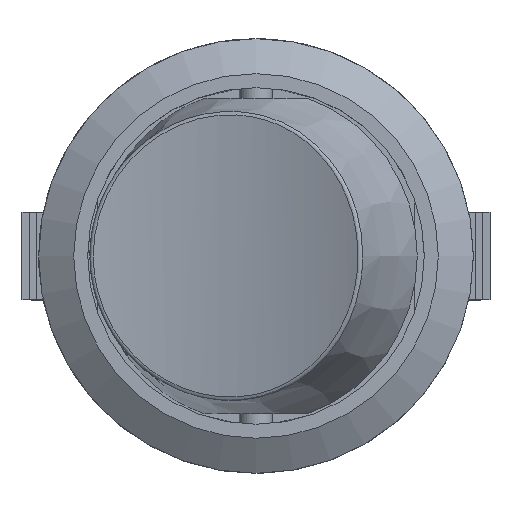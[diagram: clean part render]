
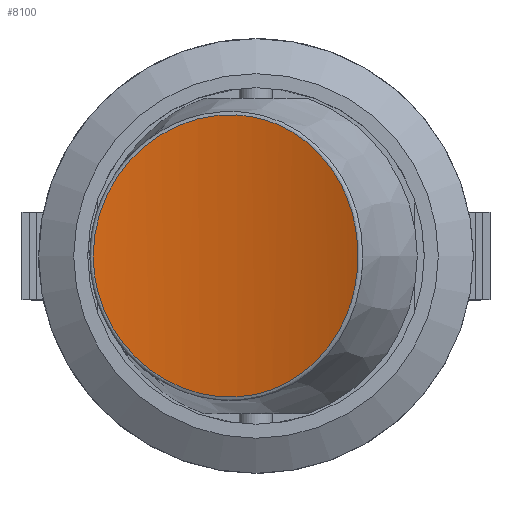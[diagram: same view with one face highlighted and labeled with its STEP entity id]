
A CAD part, top view. The second image highlights one B-rep face of the part: STEP entity #8100.
In plain terms, the highlighted cylindrical face has radius 32.5 mm (diameter 65 mm), a partial arc.
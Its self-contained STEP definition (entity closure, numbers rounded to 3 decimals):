
#153=CYLINDRICAL_SURFACE('',#8580,32.5);
#175=B_SPLINE_CURVE_WITH_KNOTS('',3,(#10967,#10968,#10969,#10970,#10971,
#10972,#10973,#10974,#10975,#10976,#10977,#10978,#10979,#10980,#10981,#10982),
 .UNSPECIFIED.,.T.,.F.,(4,1,1,1,1,1,1,1,1,1,1,1,1,4),(-7.473,
-7.117,-6.762,-6.406,-6.139,
-6.05,-5.338,-4.864,-4.626,
-3.915,-3.559,-3.203,-2.847,
-2.491),.UNSPECIFIED.);
#386=FACE_OUTER_BOUND('',#832,.T.);
#832=EDGE_LOOP('',(#5376));
#3317=VERTEX_POINT('',#10961);
#4130=EDGE_CURVE('',#3317,#3317,#175,.T.);
#5376=ORIENTED_EDGE('',*,*,#4130,.F.);
#8100=ADVANCED_FACE('',(#386),#153,.F.);
#8580=AXIS2_PLACEMENT_3D('',#10989,#9047,#9048);
#9047=DIRECTION('center_axis',(0.,1.,0.));
#9048=DIRECTION('ref_axis',(-0.48,0.,0.877));
#10961=CARTESIAN_POINT('',(-9.288,-0.001,0.282));
#10967=CARTESIAN_POINT('Ctrl Pts',(-9.288,-0.001,
0.282));
#10968=CARTESIAN_POINT('Ctrl Pts',(-9.288,1.191,0.282));
#10969=CARTESIAN_POINT('Ctrl Pts',(-8.748,3.579,0.281));
#10970=CARTESIAN_POINT('Ctrl Pts',(-6.509,6.466,0.388));
#10971=CARTESIAN_POINT('Ctrl Pts',(-3.537,7.984,0.8));
#10972=CARTESIAN_POINT('Ctrl Pts',(-1.207,8.118,1.37));
#10973=CARTESIAN_POINT('Ctrl Pts',(2.179,7.512,2.381));
#10974=CARTESIAN_POINT('Ctrl Pts',(5.434,4.494,3.937));
#10975=CARTESIAN_POINT('Ctrl Pts',(6.044,-0.431,
4.305));
#10976=CARTESIAN_POINT('Ctrl Pts',(4.83,-5.058,3.637));
#10977=CARTESIAN_POINT('Ctrl Pts',(1.494,-8.131,2.065));
#10978=CARTESIAN_POINT('Ctrl Pts',(-3.274,-8.117,0.836));
#10979=CARTESIAN_POINT('Ctrl Pts',(-6.497,-6.473,
0.389));
#10980=CARTESIAN_POINT('Ctrl Pts',(-8.749,-3.583,
0.281));
#10981=CARTESIAN_POINT('Ctrl Pts',(-9.288,-1.192,
0.282));
#10982=CARTESIAN_POINT('Ctrl Pts',(-9.288,-0.001,
0.282));
#10989=CARTESIAN_POINT('Origin',(-9.612,0.,
32.78));
